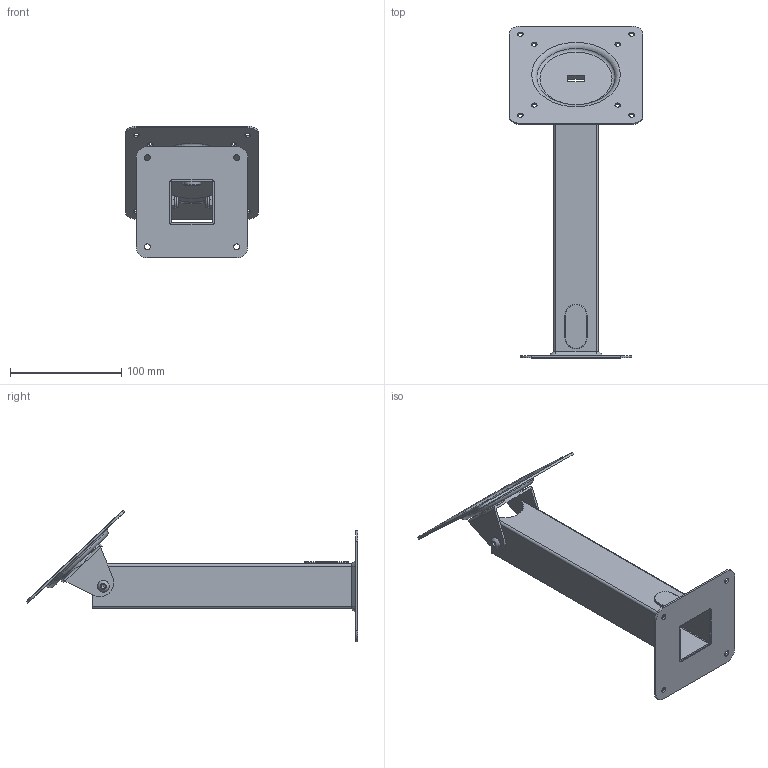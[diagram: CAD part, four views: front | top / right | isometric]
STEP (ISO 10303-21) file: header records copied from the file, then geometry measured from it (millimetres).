
FILE_DESCRIPTION(/* description */ (''),/* implementation_level */ '2;1');
FILE_NAME(/* name */ 'vb_vesa_mnt_360tsur9.step',/* time_stamp */ '2020-10-12T12:22:21-04:00',/* author */ ('NickC'),/* organization */ (''),/* preprocessor_version */ 'ST-DEVELOPER v17',/* originating_system */ 'Autodesk Inventor 2019',/* authorisation */ '');
FILE_SCHEMA (('AUTOMOTIVE_DESIGN { 1 0 10303 214 3 1 1 }'));
Length unit declared in the file: inch
Products named in the file (1): Part17
Bounding box: 120 x 297.9 x 118.42 mm (x, y, z)
Volume: 113339.1 mm3; surface area: 128156.2 mm2
Topology: 1 solids, 11 shells, 334 faces, 917 edges, 611 vertices
Faces by surface type: plane 140, cylinder 100, cone 82, torus 10, sphere 2
Full cylindrical faces by diameter (mm): 4 x1, 5 x18, 5.2 x4, 6 x14, 6.2 x4, 7.143 x2, 10 x2, 10.5 x2, 16 x2, 48 x1
Entity records: 10906 total; most frequent: CARTESIAN_POINT 1997, DIRECTION 1975, ORIENTED_EDGE 1830, EDGE_CURVE 915, AXIS2_PLACEMENT_3D 780, VERTEX_POINT 611, CIRCLE 441, LINE 415
